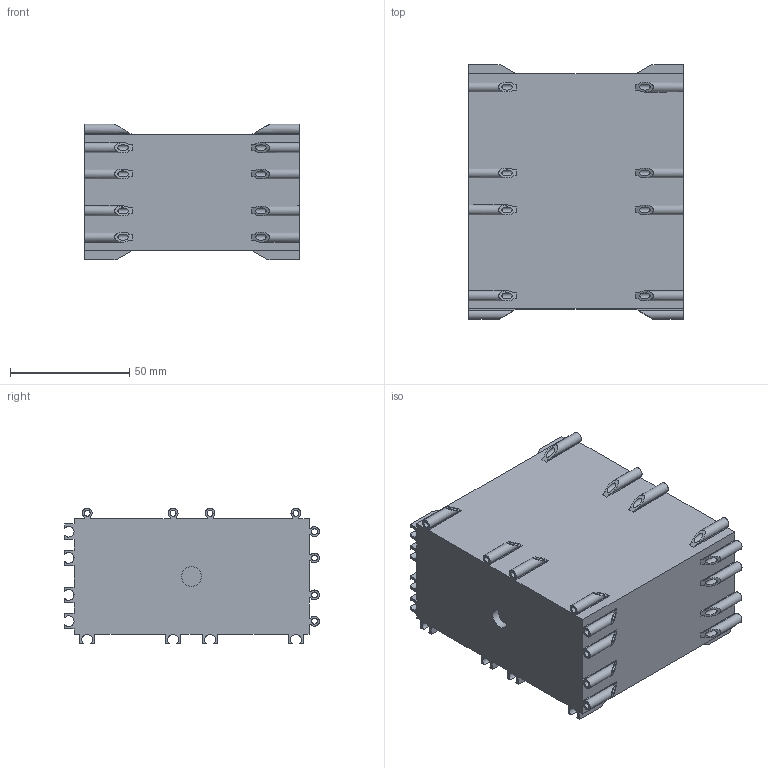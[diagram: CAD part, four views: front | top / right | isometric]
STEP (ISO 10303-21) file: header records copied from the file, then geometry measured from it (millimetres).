
FILE_DESCRIPTION(/* description */ (''),/* implementation_level */ '2;1');
FILE_NAME(/* name */ 'House 2x2-reduced.step',/* time_stamp */ '2019-06-27T16:15:12+02:00',/* author */ (''),/* organization */ (''),/* preprocessor_version */ 'ST-DEVELOPER v18',/* originating_system */ 'Autodesk Translation Framework v8.2.0.1029',/* authorisation */ '');
FILE_SCHEMA (('AUTOMOTIVE_DESIGN { 1 0 10303 214 3 1 1 }'));
Length unit declared in the file: millimetre
Products named in the file (1): House 2x2
Bounding box: 90 x 106.78 x 56.77 mm (x, y, z)
Volume: 59086.2 mm3; surface area: 69284 mm2
Topology: 1 solids, 1 shells, 207 faces, 599 edges, 397 vertices
Faces by surface type: plane 157, cylinder 49, bspline 1
Full cylindrical faces by diameter (mm): 2.5 x16, 8.3 x1
Entity records: 6909 total; most frequent: CARTESIAN_POINT 1230, ORIENTED_EDGE 1198, DIRECTION 1139, EDGE_CURVE 599, LINE 473, VECTOR 473, VERTEX_POINT 397, AXIS2_PLACEMENT_3D 333
